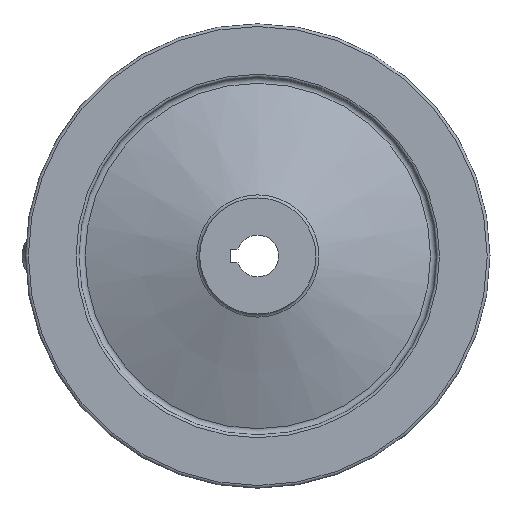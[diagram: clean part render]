
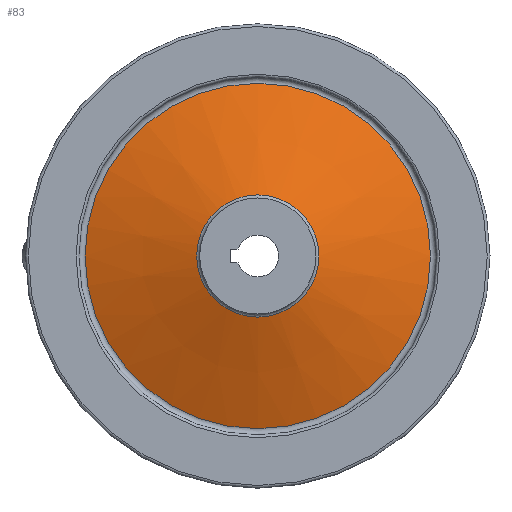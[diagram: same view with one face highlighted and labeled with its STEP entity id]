
A CAD part, left-side view. The second image highlights one B-rep face of the part: STEP entity #83.
In plain terms, the highlighted conical face has half-angle 69.984 degrees and reference radius 26.315 mm.
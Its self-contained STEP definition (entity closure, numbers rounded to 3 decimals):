
#83 = ADVANCED_FACE( '', ( #184, #185 ), #186, .T. );
#184 = FACE_OUTER_BOUND( '', #296, .T. );
#185 = FACE_BOUND( '', #297, .T. );
#186 = CONICAL_SURFACE( '', #298, 26.315, 1.221 );
#296 = EDGE_LOOP( '', ( #483 ) );
#297 = EDGE_LOOP( '', ( #484 ) );
#298 = AXIS2_PLACEMENT_3D( '', #485, #486, #487 );
#483 = ORIENTED_EDGE( '', *, *, #565, .F. );
#484 = ORIENTED_EDGE( '', *, *, #588, .T. );
#485 = CARTESIAN_POINT( '', ( 15.031, 0., 0. ) );
#486 = DIRECTION( '', ( 1., 0., 0. ) );
#487 = DIRECTION( '', ( 0., 0., -1. ) );
#565 = EDGE_CURVE( '', #640, #640, #641, .T. );
#588 = EDGE_CURVE( '', #673, #673, #674, .T. );
#640 = VERTEX_POINT( '', #737 );
#641 = CIRCLE( '', #738, 74.365 );
#673 = VERTEX_POINT( '', #774 );
#674 = CIRCLE( '', #775, 26.315 );
#737 = CARTESIAN_POINT( '', ( 32.535, 0., -74.365 ) );
#738 = AXIS2_PLACEMENT_3D( '', #828, #829, #830 );
#774 = CARTESIAN_POINT( '', ( 15.031, 0., -26.315 ) );
#775 = AXIS2_PLACEMENT_3D( '', #862, #863, #864 );
#828 = CARTESIAN_POINT( '', ( 32.535, 0., 0. ) );
#829 = DIRECTION( '', ( 1., 0., 0. ) );
#830 = DIRECTION( '', ( 0., 0., -1. ) );
#862 = CARTESIAN_POINT( '', ( 15.031, 0., 0. ) );
#863 = DIRECTION( '', ( 1., 0., 0. ) );
#864 = DIRECTION( '', ( 0., 0., -1. ) );
